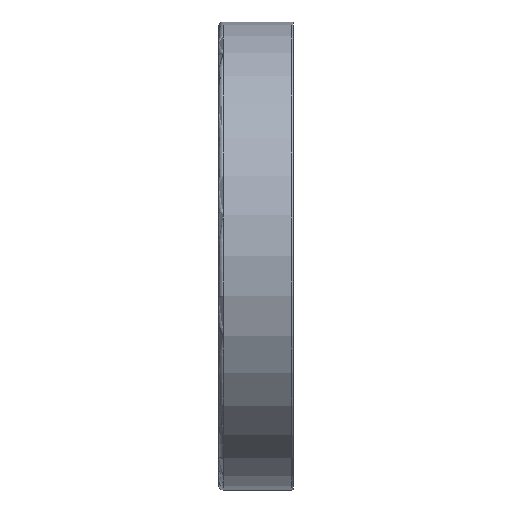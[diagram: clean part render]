
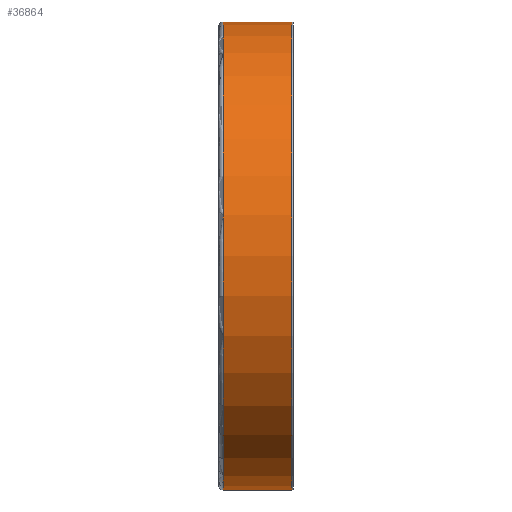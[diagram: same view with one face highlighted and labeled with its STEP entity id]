
A CAD part, top view. The second image highlights one B-rep face of the part: STEP entity #36864.
In plain terms, the highlighted cylindrical face has radius 75 mm (diameter 150 mm), a partial arc.
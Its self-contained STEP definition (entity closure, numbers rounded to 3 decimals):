
#26667=DIRECTION('',(-1.,0.,0.));
#26668=VECTOR('',#26667,21.9);
#26669=CARTESIAN_POINT('',(11.4,75.,0.));
#26670=LINE('',#26669,#26668);
#26674=DIRECTION('',(-1.,0.,0.));
#26675=VECTOR('',#26674,21.9);
#26676=CARTESIAN_POINT('',(11.4,-75.,0.));
#26677=LINE('',#26676,#26675);
#26689=CARTESIAN_POINT('',(11.4,0.,0.));
#26690=DIRECTION('',(1.,0.,0.));
#26691=DIRECTION('',(0.,1.,0.));
#26692=AXIS2_PLACEMENT_3D('',#26689,#26690,#26691);
#26697=CARTESIAN_POINT('',(-10.5,0.,0.));
#26698=DIRECTION('',(1.,0.,0.));
#26699=DIRECTION('',(0.,1.,0.));
#26700=AXIS2_PLACEMENT_3D('',#26697,#26698,#26699);
#33794=CARTESIAN_POINT('',(11.4,75.,0.));
#33795=CARTESIAN_POINT('',(-10.5,75.,0.));
#33796=VERTEX_POINT('',#33794);
#33797=VERTEX_POINT('',#33795);
#33806=CARTESIAN_POINT('',(11.4,-75.,0.));
#33807=CARTESIAN_POINT('',(-10.5,-75.,0.));
#33808=VERTEX_POINT('',#33806);
#33809=VERTEX_POINT('',#33807);
#36852=CARTESIAN_POINT('',(-13.2,0.,0.));
#36853=DIRECTION('',(1.,0.,0.));
#36854=DIRECTION('',(0.,-1.,0.));
#36855=AXIS2_PLACEMENT_3D('',#36852,#36853,#36854);
#36856=CYLINDRICAL_SURFACE('',#36855,75.);
#36857=ORIENTED_EDGE('',*,*,#36842,.F.);
#36858=ORIENTED_EDGE('',*,*,#36819,.T.);
#36859=ORIENTED_EDGE('',*,*,#36846,.T.);
#36861=ORIENTED_EDGE('',*,*,#36860,.F.);
#36862=EDGE_LOOP('',(#36857,#36858,#36859,#36861));
#36863=FACE_OUTER_BOUND('',#36862,.F.);
#26693=CIRCLE('',#26692,75.);
#26701=CIRCLE('',#26700,75.);
#36819=EDGE_CURVE('',#33796,#33808,#26693,.T.);
#36842=EDGE_CURVE('',#33796,#33797,#26670,.T.);
#36846=EDGE_CURVE('',#33808,#33809,#26677,.T.);
#36860=EDGE_CURVE('',#33797,#33809,#26701,.T.);
#36864=ADVANCED_FACE('',(#36863),#36856,.T.);
